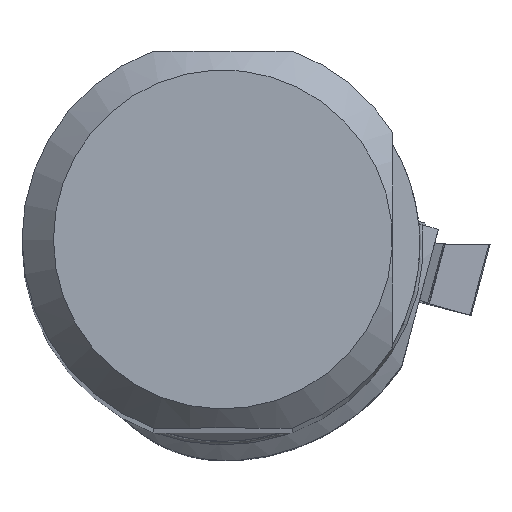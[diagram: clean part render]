
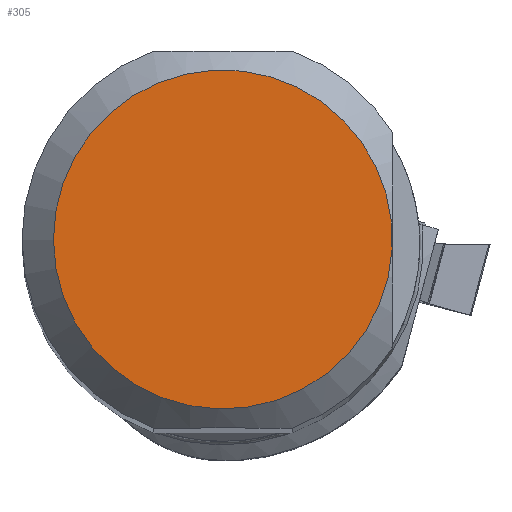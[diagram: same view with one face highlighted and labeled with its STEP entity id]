
A CAD part, top view. The second image highlights one B-rep face of the part: STEP entity #305.
In plain terms, the highlighted planar face has unit normal (0, 0, 1).
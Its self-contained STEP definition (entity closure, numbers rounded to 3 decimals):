
#224=CIRCLE('',#2205,13.489);
#305=ADVANCED_FACE('CU_SU_BP3',(#457),#371,.T.);
#371=PLANE('',#2206);
#457=FACE_OUTER_BOUND('',#560,.T.);
#560=EDGE_LOOP('',(#1047));
#1047=ORIENTED_EDGE('',*,*,#1603,.F.);
#1345=VERTEX_POINT('',#3551);
#1603=EDGE_CURVE('',#1345,#1345,#224,.T.);
#2205=AXIS2_PLACEMENT_3D('',#3550,#2707,#2708);
#2206=AXIS2_PLACEMENT_3D('',#3552,#2709,#2710);
#2707=DIRECTION('',(0.,0.,-1.));
#2708=DIRECTION('',(-1.,0.,0.));
#2709=DIRECTION('',(0.,0.,1.));
#2710=DIRECTION('',(-1.,0.,0.));
#3550=CARTESIAN_POINT('',(0.,0.,0.));
#3551=CARTESIAN_POINT('',(-13.489,0.,0.));
#3552=CARTESIAN_POINT('',(0.,0.,0.));
